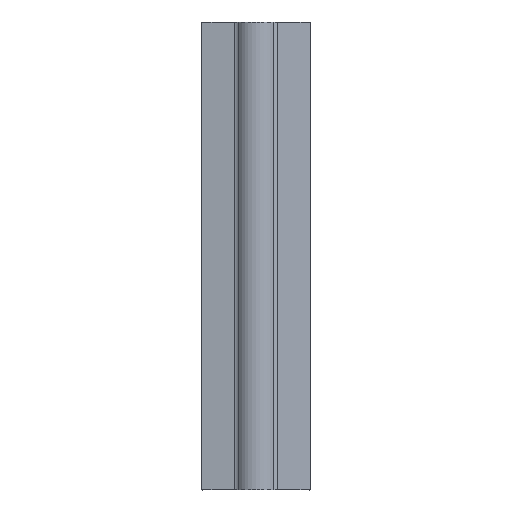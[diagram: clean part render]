
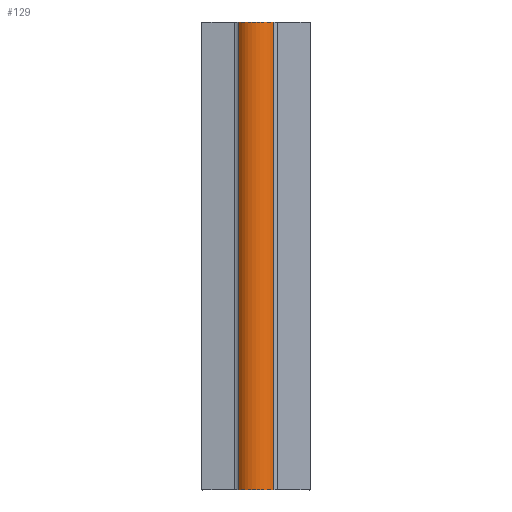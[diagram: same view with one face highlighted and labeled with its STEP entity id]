
A CAD part, top view. The second image highlights one B-rep face of the part: STEP entity #129.
In plain terms, the highlighted cylindrical face has radius 7.315 mm (diameter 14.63 mm), a partial arc.
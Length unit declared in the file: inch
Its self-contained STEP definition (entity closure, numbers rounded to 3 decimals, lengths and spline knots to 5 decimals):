
#64=CARTESIAN_POINT('',(0.90762,8.15667,0.18748));
#65=VERTEX_POINT('',#64);
#73=CARTESIAN_POINT('',(0.90762,2.15667,0.18748));
#74=VERTEX_POINT('',#73);
#75=CARTESIAN_POINT('',(0.90762,5.15667,0.18748));
#76=DIRECTION('',(0.,-1.,0.));
#77=VECTOR('',#76,1.);
#78=LINE('',#75,#77);
#79=EDGE_CURVE('',#65,#74,#78,.T.);
#97=CARTESIAN_POINT('',(0.47038,8.15667,0.18748));
#98=VERTEX_POINT('',#97);
#99=CARTESIAN_POINT('',(0.689,8.15667,0.));
#100=DIRECTION('',(0.,-1.,0.));
#101=DIRECTION('',(1.,0.,0.));
#102=AXIS2_PLACEMENT_3D('',#99,#100,#101);
#103=CIRCLE('',#102,0.288);
#104=EDGE_CURVE('',#65,#98,#103,.T.);
#105=ORIENTED_EDGE('',*,*,#104,.T.);
#106=CARTESIAN_POINT('',(0.47038,2.15667,0.18748));
#107=VERTEX_POINT('',#106);
#108=CARTESIAN_POINT('',(0.47038,5.15667,0.18748));
#109=DIRECTION('',(0.,-1.,0.));
#110=VECTOR('',#109,1.);
#111=LINE('',#108,#110);
#112=EDGE_CURVE('',#98,#107,#111,.T.);
#113=ORIENTED_EDGE('',*,*,#112,.T.);
#114=CARTESIAN_POINT('',(0.689,2.15667,0.));
#115=DIRECTION('',(0.,1.,0.));
#116=DIRECTION('',(1.,0.,0.));
#117=AXIS2_PLACEMENT_3D('',#114,#115,#116);
#118=CIRCLE('',#117,0.288);
#119=EDGE_CURVE('',#107,#74,#118,.T.);
#120=ORIENTED_EDGE('',*,*,#119,.T.);
#121=ORIENTED_EDGE('',*,*,#79,.F.);
#122=EDGE_LOOP('',(#105,#113,#120,#121));
#123=FACE_OUTER_BOUND('',#122,.T.);
#124=CARTESIAN_POINT('',(0.689,5.15667,0.));
#125=DIRECTION('',(0.,1.,0.));
#126=DIRECTION('',(1.,0.,0.));
#127=AXIS2_PLACEMENT_3D('',#124,#125,#126);
#128=CYLINDRICAL_SURFACE('',#127,0.288);
#129=ADVANCED_FACE('',(#123),#128,.T.);
